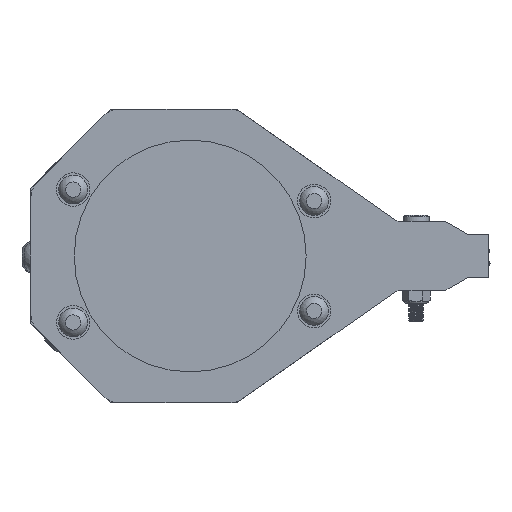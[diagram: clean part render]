
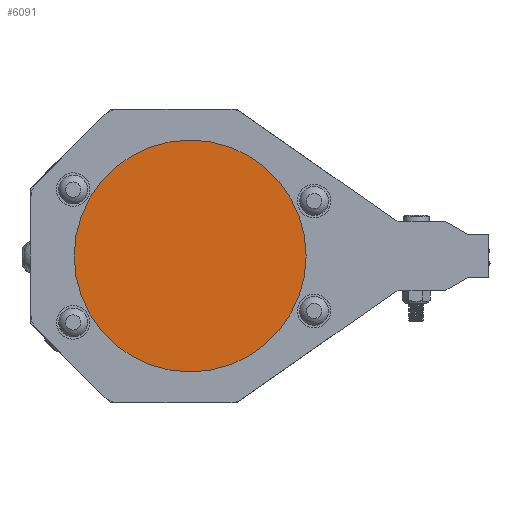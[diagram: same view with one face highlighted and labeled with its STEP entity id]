
A CAD part, left-side view. The second image highlights one B-rep face of the part: STEP entity #6091.
In plain terms, the highlighted planar face has unit normal (-1, 0, 0).
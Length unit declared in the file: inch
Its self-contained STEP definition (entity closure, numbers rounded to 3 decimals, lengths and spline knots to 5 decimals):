
#1369=PLANE('',#6744);
#1731=FACE_OUTER_BOUND('',#2257,.T.);
#2257=EDGE_LOOP('',(#5271));
#2720=CIRCLE('',#6743,1.5);
#3234=VERTEX_POINT('',#22278);
#3969=EDGE_CURVE('',#3234,#3234,#2720,.T.);
#5271=ORIENTED_EDGE('',*,*,#3969,.T.);
#6091=ADVANCED_FACE('',(#1731),#1369,.T.);
#6743=AXIS2_PLACEMENT_3D('',#22279,#8229,#8230);
#6744=AXIS2_PLACEMENT_3D('',#22280,#8231,#8232);
#8229=DIRECTION('center_axis',(-1.,0.,0.));
#8230=DIRECTION('ref_axis',(0.,0.,
-1.));
#8231=DIRECTION('center_axis',(-1.,0.,0.));
#8232=DIRECTION('ref_axis',(0.,0.,1.));
#22278=CARTESIAN_POINT('',(5.53253,0.00003,1.5));
#22279=CARTESIAN_POINT('Origin',(5.53253,0.,
0.));
#22280=CARTESIAN_POINT('Origin',(5.53253,0.,
0.));
